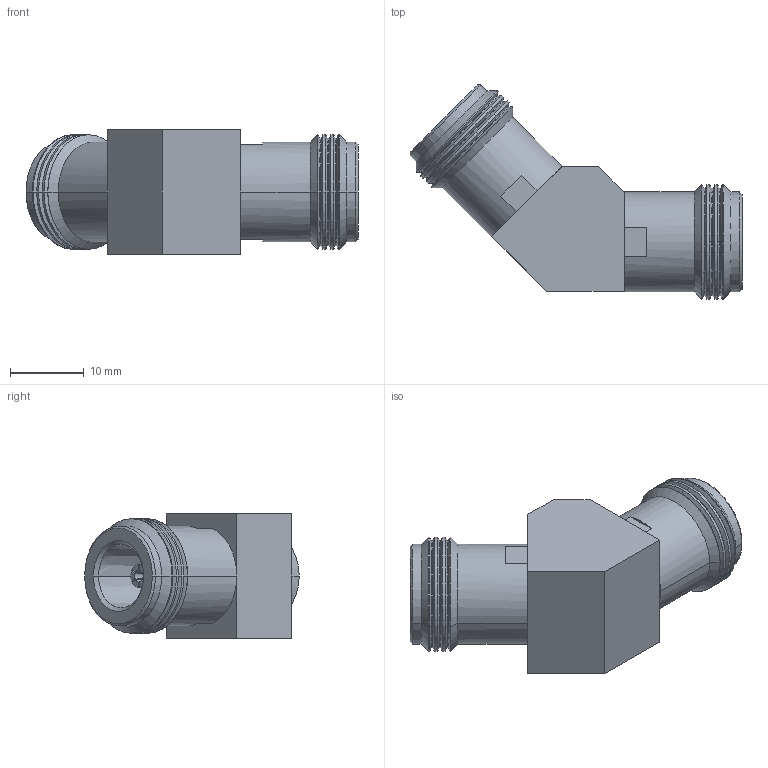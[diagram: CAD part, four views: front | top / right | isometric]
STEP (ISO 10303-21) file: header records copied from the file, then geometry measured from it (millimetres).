
FILE_DESCRIPTION (( 'STEP AP203' ), '1' );
FILE_NAME ('FMAD1598_3D.STEP', '2022-11-29T23:18:21', ( '' ), ( '' ), 'SwSTEP 2.0', 'SolidWorks 2022', '' );
FILE_SCHEMA (( 'CONFIG_CONTROL_DESIGN' ));
Length unit declared in the file: inch
Products named in the file (5): ad45s-n8n8-18_asm.stp; FMAD1598_3D; ALS-N3N8-18-4-BODY.stp; AD45S-N3N8-3.stp
Assembly tree (4 placements, depth 3):
  FMAD1598_3D
    ad45s-n8n8-18_asm.stp
      AD45S-N3N8-3.stp
      ALS-N3N8-18-4-BODY.stp
      ALS-N3N8-18-4-BODY.stp
Bounding box: 45.17 x 29.19 x 17 mm (x, y, z)
Volume: 7524.6 mm3; surface area: 5146.1 mm2
Topology: 5 solids, 5 shells, 232 faces, 514 edges, 298 vertices
Faces by surface type: cone 88, plane 80, cylinder 64
Entity records: 6971 total; most frequent: CARTESIAN_POINT 1312, DIRECTION 1170, ORIENTED_EDGE 1020, EDGE_CURVE 510, AXIS2_PLACEMENT_3D 492, VERTEX_POINT 298, CIRCLE 252, EDGE_LOOP 242
